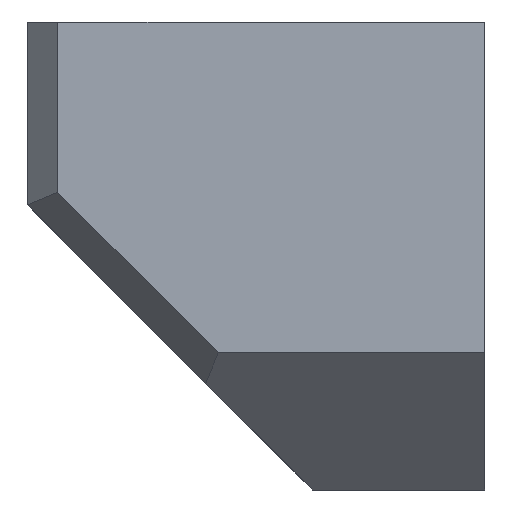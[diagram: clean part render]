
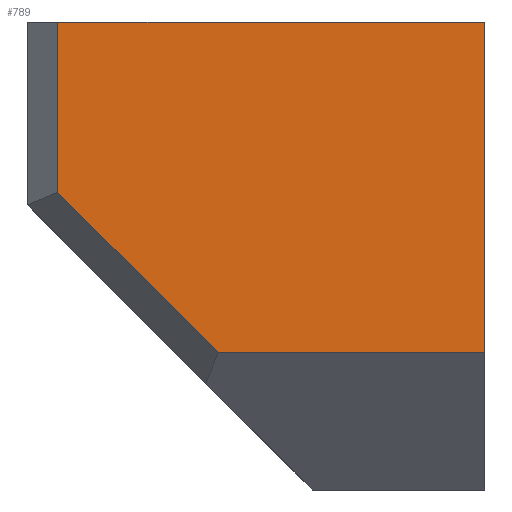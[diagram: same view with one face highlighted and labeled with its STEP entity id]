
A CAD part, left-side view. The second image highlights one B-rep face of the part: STEP entity #789.
In plain terms, the highlighted planar face has unit normal (-1, 0, 0).
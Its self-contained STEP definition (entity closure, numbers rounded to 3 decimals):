
#86=FACE_OUTER_BOUND('',#134,.T.);
#134=EDGE_LOOP('',(#708,#709,#710,#711,#712));
#146=LINE('',#1083,#238);
#177=LINE('',#1156,#269);
#179=LINE('',#1159,#271);
#202=LINE('',#1207,#294);
#228=LINE('',#1284,#320);
#238=VECTOR('',#876,10.);
#269=VECTOR('',#925,10.);
#271=VECTOR('',#929,10.);
#294=VECTOR('',#970,10.);
#320=VECTOR('',#1058,10.);
#328=VERTEX_POINT('',#1080);
#329=VERTEX_POINT('',#1082);
#361=VERTEX_POINT('',#1153);
#362=VERTEX_POINT('',#1155);
#375=VERTEX_POINT('',#1205);
#402=EDGE_CURVE('',#329,#328,#146,.T.);
#439=EDGE_CURVE('',#361,#362,#177,.T.);
#441=EDGE_CURVE('',#362,#328,#179,.T.);
#465=EDGE_CURVE('',#375,#361,#202,.T.);
#501=EDGE_CURVE('',#375,#329,#228,.T.);
#708=ORIENTED_EDGE('',*,*,#439,.F.);
#709=ORIENTED_EDGE('',*,*,#465,.F.);
#710=ORIENTED_EDGE('',*,*,#501,.T.);
#711=ORIENTED_EDGE('',*,*,#402,.T.);
#712=ORIENTED_EDGE('',*,*,#441,.F.);
#750=PLANE('',#857);
#789=ADVANCED_FACE('',(#86),#750,.T.);
#857=AXIS2_PLACEMENT_3D('',#1283,#1056,#1057);
#876=DIRECTION('',(0.,1.,0.));
#925=DIRECTION('',(0.,0.707,0.707));
#929=DIRECTION('',(0.,0.,1.));
#970=DIRECTION('',(0.,1.,0.));
#1056=DIRECTION('center_axis',(-1.,0.,0.));
#1057=DIRECTION('ref_axis',(0.,0.,1.));
#1058=DIRECTION('',(0.,0.,1.));
#1080=CARTESIAN_POINT('',(-15.,14.,15.35));
#1082=CARTESIAN_POINT('',(-15.,0.,15.35));
#1083=CARTESIAN_POINT('',(-15.,0.,15.35));
#1153=CARTESIAN_POINT('',(-15.,8.736,4.5));
#1155=CARTESIAN_POINT('',(-15.,14.,9.764));
#1156=CARTESIAN_POINT('',(-15.,4.705,0.47));
#1159=CARTESIAN_POINT('',(-15.,14.,6.175));
#1205=CARTESIAN_POINT('',(-15.,0.,4.5));
#1207=CARTESIAN_POINT('',(-15.,0.,4.5));
#1283=CARTESIAN_POINT('Origin',(-15.,0.,0.));
#1284=CARTESIAN_POINT('',(-15.,0.,0.));
